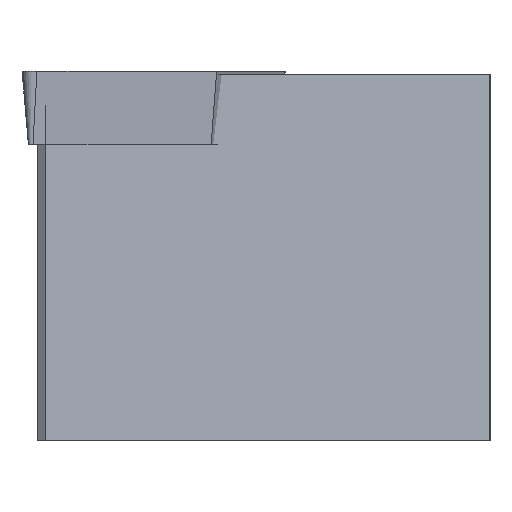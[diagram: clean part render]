
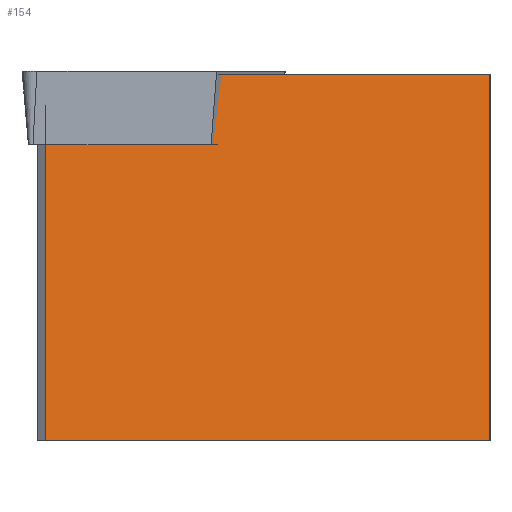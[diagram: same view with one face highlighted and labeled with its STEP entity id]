
A CAD part, left-side view. The second image highlights one B-rep face of the part: STEP entity #154.
In plain terms, the highlighted planar face has unit normal (-0.793, -0.609, 0).
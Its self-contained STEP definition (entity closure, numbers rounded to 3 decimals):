
#54=PLANE('',#390);
#68=FACE_OUTER_BOUND('',#192,.T.);
#94=LINE('',#554,#127);
#95=LINE('',#557,#128);
#96=LINE('',#559,#129);
#97=LINE('',#561,#130);
#127=VECTOR('',#460,1.);
#128=VECTOR('',#461,1.);
#129=VECTOR('',#462,1.);
#130=VECTOR('',#463,1.);
#154=ADVANCED_FACE('',(#68),#54,.F.);
#192=EDGE_LOOP('',(#248,#249,#250,#251));
#248=ORIENTED_EDGE('',*,*,#342,.F.);
#249=ORIENTED_EDGE('',*,*,#343,.T.);
#250=ORIENTED_EDGE('',*,*,#344,.T.);
#251=ORIENTED_EDGE('',*,*,#345,.F.);
#306=VERTEX_POINT('',#555);
#307=VERTEX_POINT('',#556);
#308=VERTEX_POINT('',#558);
#309=VERTEX_POINT('',#560);
#342=EDGE_CURVE('',#306,#307,#94,.T.);
#343=EDGE_CURVE('',#306,#308,#95,.T.);
#344=EDGE_CURVE('',#308,#309,#96,.T.);
#345=EDGE_CURVE('',#307,#309,#97,.T.);
#390=AXIS2_PLACEMENT_3D('',#562,#464,#465);
#460=DIRECTION('',(0.,0.,1.));
#461=DIRECTION('',(0.609,-0.793,0.));
#462=DIRECTION('',(0.,0.,1.));
#463=DIRECTION('',(0.609,-0.793,0.));
#464=DIRECTION('',(0.793,0.609,0.));
#465=DIRECTION('',(0.609,-0.793,0.));
#554=CARTESIAN_POINT('',(1.626,-1.383,-16.));
#555=CARTESIAN_POINT('',(1.626,-1.383,-16.));
#556=CARTESIAN_POINT('',(1.626,-1.383,-0.135));
#557=CARTESIAN_POINT('',(1.221,-0.855,-16.));
#558=CARTESIAN_POINT('',(16.38,-20.61,-16.));
#559=CARTESIAN_POINT('',(16.38,-20.61,-16.));
#560=CARTESIAN_POINT('',(16.38,-20.61,-0.135));
#561=CARTESIAN_POINT('',(1.221,-0.855,-0.135));
#562=CARTESIAN_POINT('',(1.221,-0.855,-16.));
